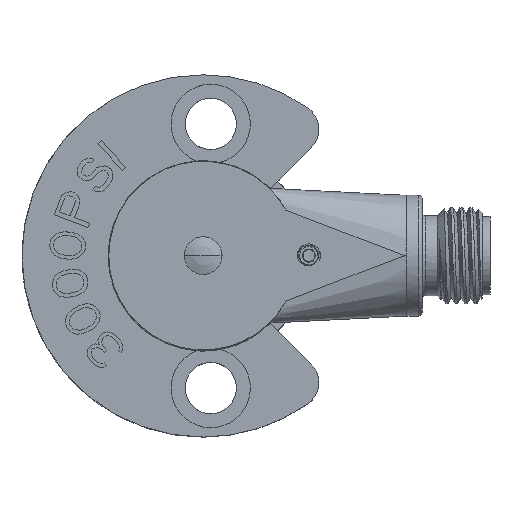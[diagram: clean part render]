
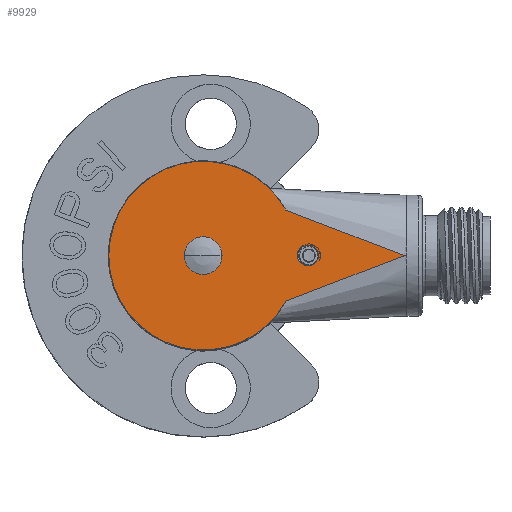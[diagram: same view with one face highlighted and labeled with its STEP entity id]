
A CAD part, top view. The second image highlights one B-rep face of the part: STEP entity #9929.
In plain terms, the highlighted planar face has unit normal (0, 0, 1).
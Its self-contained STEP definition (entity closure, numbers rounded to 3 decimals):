
#1671=CARTESIAN_POINT('',(0.,0.,27.3));
#1672=DIRECTION('',(0.,0.,1.));
#1673=DIRECTION('',(1.,-0.021,0.));
#1674=AXIS2_PLACEMENT_3D('',#1671,#1672,#1673);
#1850=CARTESIAN_POINT('',(14.712,-1.027,27.3));
#1851=CARTESIAN_POINT('',(14.629,-1.099,27.3));
#1852=CARTESIAN_POINT('',(14.449,-1.219,27.3));
#1853=CARTESIAN_POINT('',(14.122,-1.331,27.3));
#1854=CARTESIAN_POINT('',(13.772,-1.351,27.3));
#1855=CARTESIAN_POINT('',(13.434,-1.287,27.3));
#1856=CARTESIAN_POINT('',(13.112,-1.133,27.3));
#1857=CARTESIAN_POINT('',(12.834,-0.903,
27.3));
#1858=CARTESIAN_POINT('',(12.621,-0.609,
27.3));
#1859=CARTESIAN_POINT('',(12.53,-0.384,27.3));
#1860=CARTESIAN_POINT('',(12.497,-0.263,27.3));
#1944=CARTESIAN_POINT('',(12.497,0.256,27.3));
#2029=CARTESIAN_POINT('',(0.,0.,27.3));
#2030=DIRECTION('',(0.,0.,1.));
#2031=DIRECTION('',(1.,0.,0.));
#2032=AXIS2_PLACEMENT_3D('',#2029,#2030,#2031);
#2034=CARTESIAN_POINT('',(0.,0.,27.3));
#2035=DIRECTION('',(0.,0.,1.));
#2036=DIRECTION('',(-1.,0.,0.));
#2037=AXIS2_PLACEMENT_3D('',#2034,#2035,#2036);
#2039=DIRECTION('',(-0.933,-0.359,0.));
#2040=VECTOR('',#2039,16.802);
#2041=CARTESIAN_POINT('',(26.626,0.,
27.3));
#2042=LINE('',#2041,#2040);
#2043=CARTESIAN_POINT('',(0.,0.,27.3));
#2044=DIRECTION('',(0.,0.,-1.));
#2045=DIRECTION('',(0.876,-0.483,0.));
#2046=AXIS2_PLACEMENT_3D('',#2043,#2044,#2045);
#2048=CARTESIAN_POINT('',(0.,0.,27.3));
#2049=DIRECTION('',(0.,0.,-1.));
#2050=DIRECTION('',(-1.,0.,0.));
#2051=AXIS2_PLACEMENT_3D('',#2048,#2049,#2050);
#2053=DIRECTION('',(0.933,-0.359,0.));
#2054=VECTOR('',#2053,16.802);
#2055=CARTESIAN_POINT('',(10.946,6.036,27.3));
#2056=LINE('',#2055,#2054);
#2057=CARTESIAN_POINT('',(14.713,1.026,27.3));
#2058=CARTESIAN_POINT('',(14.625,1.102,27.3));
#2059=CARTESIAN_POINT('',(14.439,1.221,27.3));
#2060=CARTESIAN_POINT('',(14.113,1.334,27.3));
#2061=CARTESIAN_POINT('',(13.768,1.348,27.3));
#2062=CARTESIAN_POINT('',(13.44,1.283,27.3));
#2063=CARTESIAN_POINT('',(13.121,1.138,27.3));
#2064=CARTESIAN_POINT('',(12.843,0.912,27.3));
#2065=CARTESIAN_POINT('',(12.627,0.615,27.3));
#2066=CARTESIAN_POINT('',(12.532,0.383,27.3));
#2067=CARTESIAN_POINT('',(12.497,0.256,27.3));
#2069=CARTESIAN_POINT('',(14.712,-1.027,27.3));
#2070=CARTESIAN_POINT('',(14.826,-0.948,
27.3));
#2071=CARTESIAN_POINT('',(15.017,-0.763,
27.3));
#2072=CARTESIAN_POINT('',(15.208,-0.399,
27.3));
#2073=CARTESIAN_POINT('',(15.272,0.004,27.3));
#2074=CARTESIAN_POINT('',(15.206,0.407,27.3));
#2075=CARTESIAN_POINT('',(15.011,0.771,27.3));
#2076=CARTESIAN_POINT('',(14.822,0.951,27.3));
#2077=CARTESIAN_POINT('',(14.713,1.026,27.3));
#3586=CARTESIAN_POINT('',(14.713,1.026,27.3));
#3588=CARTESIAN_POINT('',(14.712,-1.027,27.3));
#6833=VERTEX_POINT('',#3588);
#6863=VERTEX_POINT('',#3586);
#6884=CARTESIAN_POINT('',(26.626,0.,
27.3));
#6885=CARTESIAN_POINT('',(10.946,-6.036,27.3));
#6886=VERTEX_POINT('',#6884);
#6887=VERTEX_POINT('',#6885);
#6888=CARTESIAN_POINT('',(-12.5,0.,27.3));
#6889=VERTEX_POINT('',#6888);
#6890=CARTESIAN_POINT('',(10.946,6.036,27.3));
#6891=VERTEX_POINT('',#6890);
#7979=CARTESIAN_POINT('',(-2.5,0.,27.3));
#7980=CARTESIAN_POINT('',(2.5,0.,27.3));
#7981=VERTEX_POINT('',#7979);
#7982=VERTEX_POINT('',#7980);
#7990=VERTEX_POINT('',#1944);
#7991=VERTEX_POINT('',#1860);
#9903=CARTESIAN_POINT('',(7.063,0.,27.3));
#9904=DIRECTION('',(0.,0.,1.));
#9905=DIRECTION('',(1.,0.,0.));
#9906=AXIS2_PLACEMENT_3D('',#9903,#9904,#9905);
#9907=PLANE('',#9906);
#9909=ORIENTED_EDGE('',*,*,#9908,.T.);
#9910=ORIENTED_EDGE('',*,*,#9454,.T.);
#9911=ORIENTED_EDGE('',*,*,#9413,.T.);
#9913=ORIENTED_EDGE('',*,*,#9912,.T.);
#9914=EDGE_LOOP('',(#9909,#9910,#9911,#9913));
#9915=FACE_OUTER_BOUND('',#9914,.F.);
#9917=ORIENTED_EDGE('',*,*,#9916,.T.);
#9919=ORIENTED_EDGE('',*,*,#9918,.T.);
#9920=EDGE_LOOP('',(#9917,#9919));
#9921=FACE_BOUND('',#9920,.F.);
#9922=ORIENTED_EDGE('',*,*,#9874,.T.);
#9923=ORIENTED_EDGE('',*,*,#9425,.F.);
#9924=ORIENTED_EDGE('',*,*,#9664,.F.);
#9926=ORIENTED_EDGE('',*,*,#9925,.T.);
#9927=EDGE_LOOP('',(#9922,#9923,#9924,#9926));
#9928=FACE_BOUND('',#9927,.F.);
#9929=ADVANCED_FACE('',(#9915,#9921,#9928),#9907,.T.);
#1675=CIRCLE('',#1674,12.5);
#1861=B_SPLINE_CURVE_WITH_KNOTS('',3,(#1850,#1851,#1852,#1853,#1854,#1855,#1856,
#1857,#1858,#1859,#1860),.UNSPECIFIED.,.F.,.F.,(4,1,1,1,1,1,1,1,4),(0.,
0.125,0.25,0.375,0.5,0.625,0.75,0.875,1.),.UNSPECIFIED.);
#2033=CIRCLE('',#2032,2.5);
#2038=CIRCLE('',#2037,2.5);
#2047=CIRCLE('',#2046,12.5);
#2052=CIRCLE('',#2051,12.5);
#2068=B_SPLINE_CURVE_WITH_KNOTS('',3,(#2057,#2058,#2059,#2060,#2061,#2062,#2063,
#2064,#2065,#2066,#2067),.UNSPECIFIED.,.F.,.F.,(4,1,1,1,1,1,1,1,4),(0.,
0.125,0.25,0.375,0.5,0.625,0.75,0.875,1.),.UNSPECIFIED.);
#2078=B_SPLINE_CURVE_WITH_KNOTS('',3,(#2069,#2070,#2071,#2072,#2073,#2074,#2075,
#2076,#2077),.UNSPECIFIED.,.F.,.F.,(4,1,1,1,1,1,4),(0.,0.167,
0.333,0.5,0.667,0.833,1.),
.UNSPECIFIED.);
#9413=EDGE_CURVE('',#6889,#6891,#2052,.T.);
#9425=EDGE_CURVE('',#7991,#7990,#1675,.T.);
#9454=EDGE_CURVE('',#6887,#6889,#2047,.T.);
#9664=EDGE_CURVE('',#6833,#7991,#1861,.T.);
#9874=EDGE_CURVE('',#6863,#7990,#2068,.T.);
#9908=EDGE_CURVE('',#6886,#6887,#2042,.T.);
#9912=EDGE_CURVE('',#6891,#6886,#2056,.T.);
#9916=EDGE_CURVE('',#7982,#7981,#2033,.T.);
#9918=EDGE_CURVE('',#7981,#7982,#2038,.T.);
#9925=EDGE_CURVE('',#6833,#6863,#2078,.T.);
